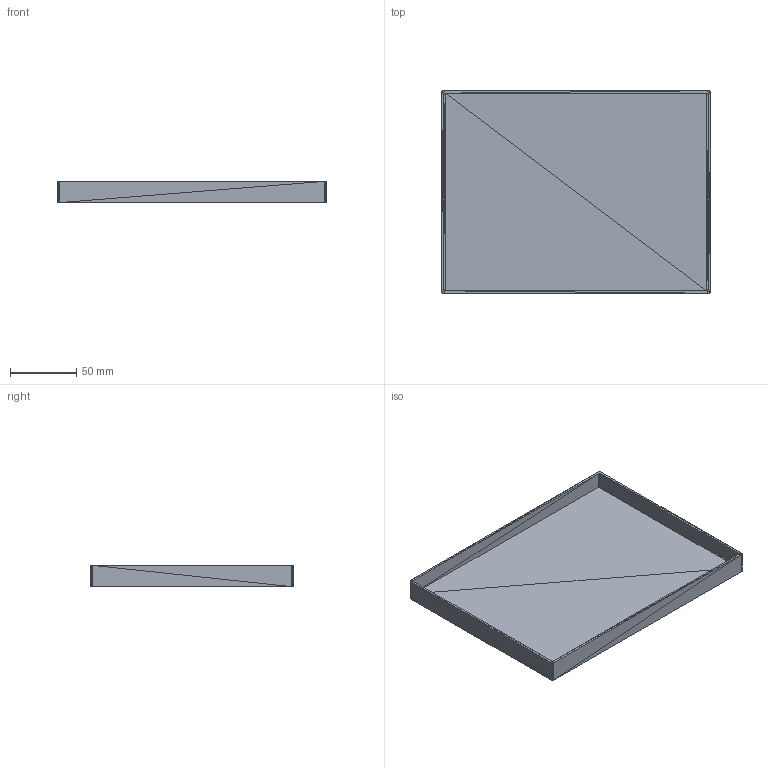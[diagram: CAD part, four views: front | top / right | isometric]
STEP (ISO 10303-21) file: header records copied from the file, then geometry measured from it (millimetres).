
FILE_DESCRIPTION(('FreeCAD Model'),'2;1');
FILE_NAME('Open CASCADE Shape Model','2024-07-22T22:08:27',('Author'),( ''),'Open CASCADE STEP processor 7.6','FreeCAD','Unknown');
FILE_SCHEMA(('AUTOMOTIVE_DESIGN { 1 0 10303 214 1 1 1 1 }'));
Length unit declared in the file: millimetre
Products named in the file (1): trashbin_bottom_v006
Bounding box: 202.4 x 152.4 x 16 mm (x, y, z)
Surface area: 81602.6 mm2 (no closed solid volume)
Topology: 0 solids, 412 shells, 412 faces, 1236 edges, 1236 vertices
Faces by surface type: plane 412
Entity records: 17735 total; most frequent: CARTESIAN_POINT 2885, DIRECTION 2062, ORIENTED_EDGE 1236, EDGE_CURVE 1236, VERTEX_POINT 1236, LINE 1236, VECTOR 1236, AXIS2_PLACEMENT_3D 413
